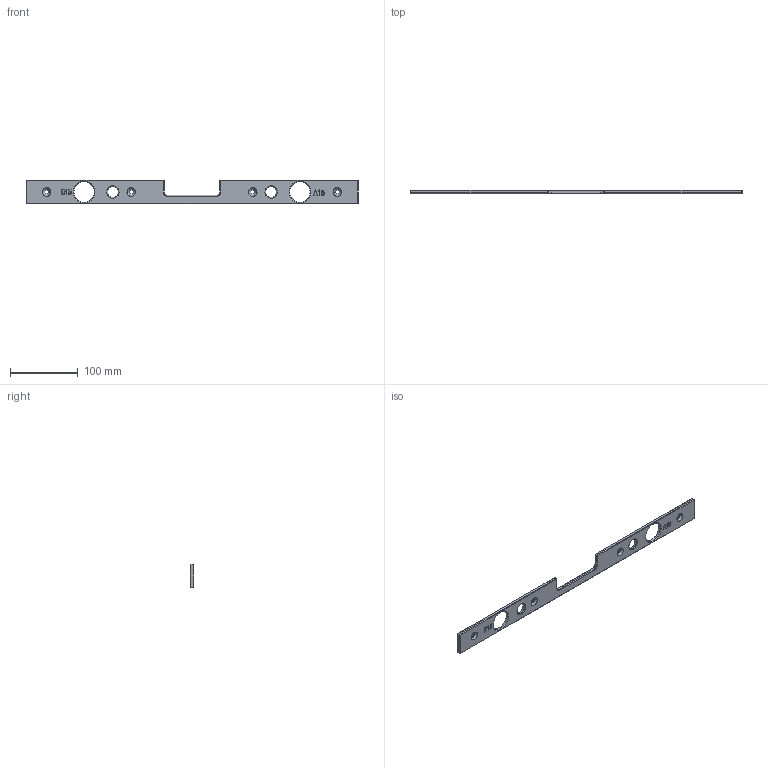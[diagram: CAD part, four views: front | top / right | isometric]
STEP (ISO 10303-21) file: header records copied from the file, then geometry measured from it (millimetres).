
FILE_DESCRIPTION((''),'2;1');
FILE_NAME('AS_ISO-PLATTEN-21625','2026-01-16T10:34:39',('HP'),(''),'CREO PARAMETRIC BY PTC INC, 2020354','CREO PARAMETRIC BY PTC INC, 2020354','');
FILE_SCHEMA(('AP203_CONFIGURATION_CONTROLLED_3D_DESIGN_OF_MECHANICAL_PARTS_AND_ASSEMBLIES_MIM_LF { 1 0 10303 403 2 1 2 }'));
Length unit declared in the file: millimetre
Products named in the file (1): AS_ISO-PLATTEN-21625
Bounding box: 489 x 5 x 35 mm (x, y, z)
Volume: 64700.2 mm3; surface area: 32324.9 mm2
Topology: 1 solids, 1 shells, 172 faces, 493 edges, 330 vertices
Faces by surface type: plane 86, extrusion 39, cone 28, cylinder 19
Entity records: 8762 total; most frequent: CARTESIAN_POINT 1302, ORIENTED_EDGE 986, DIRECTION 824, PRESENTATION_STYLE_ASSIGNMENT 705, STYLED_ITEM 533, CURVE_STYLE 532, EDGE_CURVE 493, VECTOR 352
